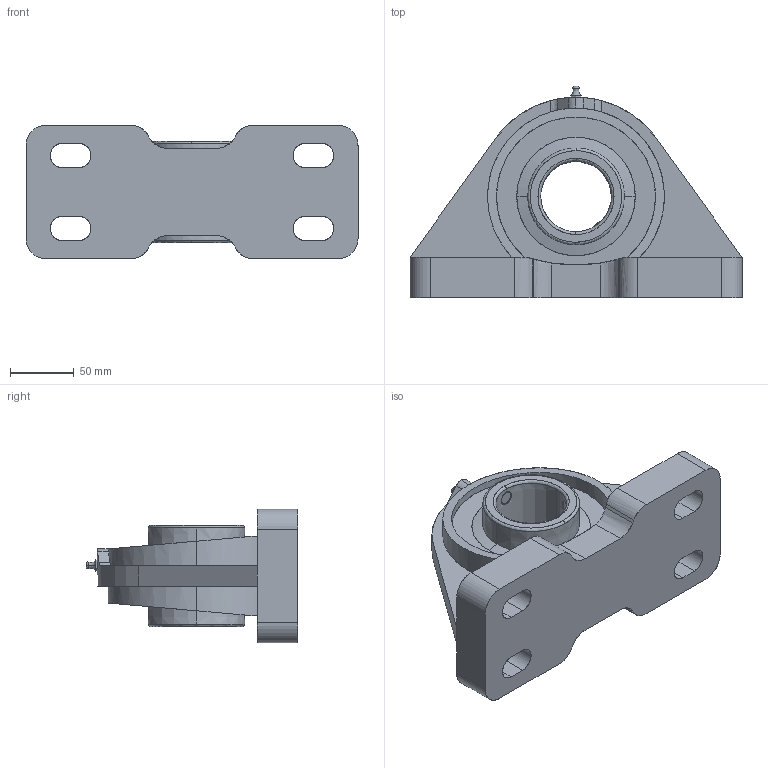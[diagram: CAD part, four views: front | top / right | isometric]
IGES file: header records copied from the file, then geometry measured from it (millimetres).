
Start section: SolidWorks IGES file using analytic representation for surfaces
Global section: file name: MSDEFAU08122157436599.igs; native system: SolidWorks 2017; preprocessor: SolidWorks 2017; author: partstream; date: 170812.215746; units: millimetre
Bounding box: 260.35 x 165.91 x 104.78 mm (x, y, z)
Surface area: 156957.3 mm2 (no closed solid volume)
Topology: 0 solids, 0 shells, 145 faces, 3065 edges, 3076 vertices
Faces by surface type: revolution 79, bspline 66
